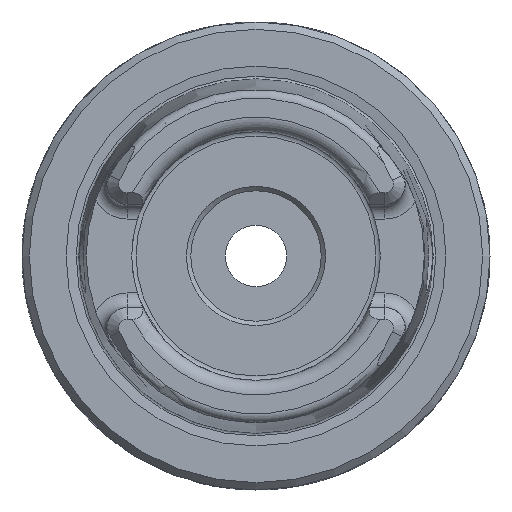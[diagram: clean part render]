
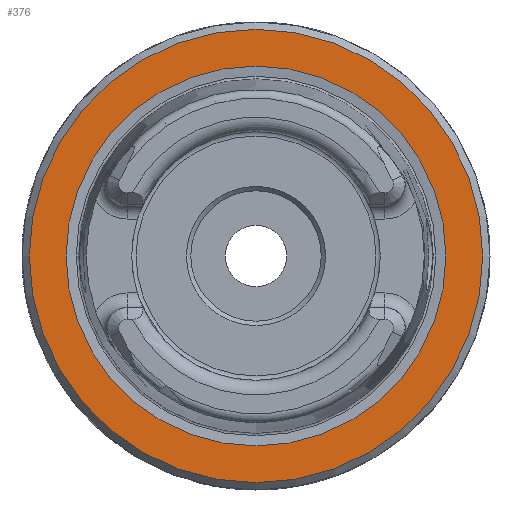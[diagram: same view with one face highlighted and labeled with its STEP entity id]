
A CAD part, left-side view. The second image highlights one B-rep face of the part: STEP entity #376.
In plain terms, the highlighted planar face has unit normal (-1, 0, 0).
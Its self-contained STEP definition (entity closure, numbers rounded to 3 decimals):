
#376 = ADVANCED_FACE( '', ( #812, #813 ), #814, .T. );
#812 = FACE_OUTER_BOUND( '', #1306, .T. );
#813 = FACE_BOUND( '', #1307, .T. );
#814 = PLANE( '', #1308 );
#1306 = EDGE_LOOP( '', ( #2326 ) );
#1307 = EDGE_LOOP( '', ( #2327 ) );
#1308 = AXIS2_PLACEMENT_3D( '', #2328, #2329, #2330 );
#2326 = ORIENTED_EDGE( '', *, *, #2861, .T. );
#2327 = ORIENTED_EDGE( '', *, *, #2624, .F. );
#2328 = CARTESIAN_POINT( '', ( 0., 0., 12.99 ) );
#2329 = DIRECTION( '', ( -1., 0., 0. ) );
#2330 = DIRECTION( '', ( 0., 0., 1. ) );
#2624 = EDGE_CURVE( '', #3132, #3132, #3133, .T. );
#2861 = EDGE_CURVE( '', #3493, #3493, #3494, .T. );
#3132 = VERTEX_POINT( '', #4010 );
#3133 = CIRCLE( '', #4011, 12.99 );
#3493 = VERTEX_POINT( '', #5189 );
#3494 = CIRCLE( '', #5190, 15.5 );
#4010 = CARTESIAN_POINT( '', ( 0., 0., 12.99 ) );
#4011 = AXIS2_PLACEMENT_3D( '', #5564, #5565, #5566 );
#5189 = CARTESIAN_POINT( '', ( 0., 0., 15.5 ) );
#5190 = AXIS2_PLACEMENT_3D( '', #5816, #5817, #5818 );
#5564 = CARTESIAN_POINT( '', ( 0., 0., 0. ) );
#5565 = DIRECTION( '', ( -1., 0., 0. ) );
#5566 = DIRECTION( '', ( 0., 0., 1. ) );
#5816 = CARTESIAN_POINT( '', ( 0., 0., 0. ) );
#5817 = DIRECTION( '', ( -1., 0., 0. ) );
#5818 = DIRECTION( '', ( 0., 0., 1. ) );
